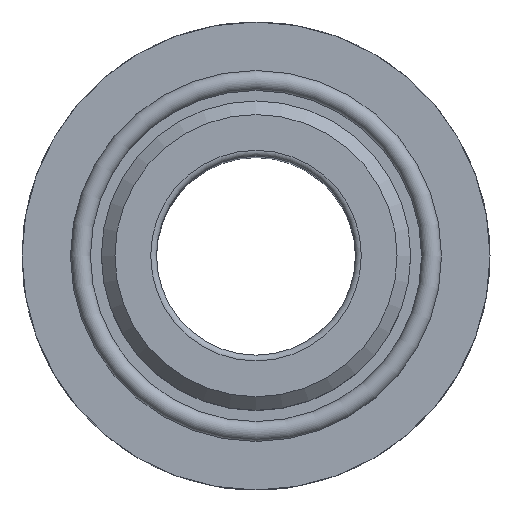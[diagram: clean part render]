
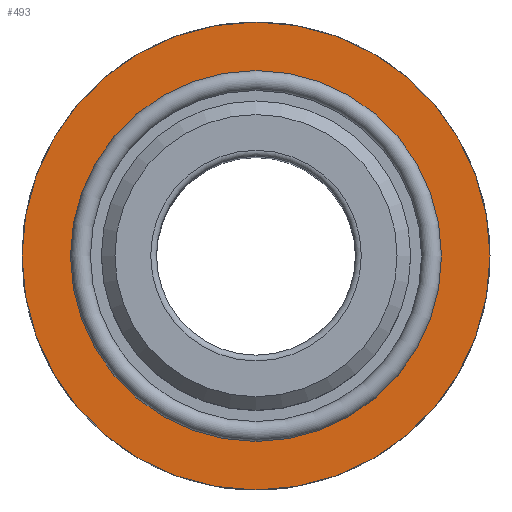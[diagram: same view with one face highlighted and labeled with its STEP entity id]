
A CAD part, top view. The second image highlights one B-rep face of the part: STEP entity #493.
In plain terms, the highlighted planar face has unit normal (0, 0, 1).
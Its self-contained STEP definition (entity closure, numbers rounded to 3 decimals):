
#27=PLANE('',#568);
#160=ORIENTED_EDGE('',*,*,#249,.F.);
#161=ORIENTED_EDGE('',*,*,#275,.T.);
#249=EDGE_CURVE('',#313,#313,#347,.T.);
#275=EDGE_CURVE('',#327,#327,#361,.T.);
#313=VERTEX_POINT('',#805);
#327=VERTEX_POINT('',#894);
#347=CIRCLE('',#540,20.);
#361=CIRCLE('',#567,15.85);
#391=EDGE_LOOP('',(#160));
#392=EDGE_LOOP('',(#161));
#443=FACE_BOUND('',#391,.T.);
#444=FACE_BOUND('',#392,.T.);
#493=ADVANCED_FACE('',(#443,#444),#27,.F.);
#540=AXIS2_PLACEMENT_3D('',#804,#636,#637);
#567=AXIS2_PLACEMENT_3D('',#893,#690,#691);
#568=AXIS2_PLACEMENT_3D('',#895,#692,#693);
#636=DIRECTION('',(0.,0.,-1.));
#637=DIRECTION('',(-1.,0.,0.));
#690=DIRECTION('',(0.,0.,-1.));
#691=DIRECTION('',(-1.,0.,0.));
#692=DIRECTION('',(0.,0.,-1.));
#693=DIRECTION('',(-1.,0.,0.));
#804=CARTESIAN_POINT('',(0.,0.,0.));
#805=CARTESIAN_POINT('',(-20.,0.,0.));
#893=CARTESIAN_POINT('',(0.,0.,0.));
#894=CARTESIAN_POINT('',(-15.85,0.,0.));
#895=CARTESIAN_POINT('',(0.,15.85,0.));
